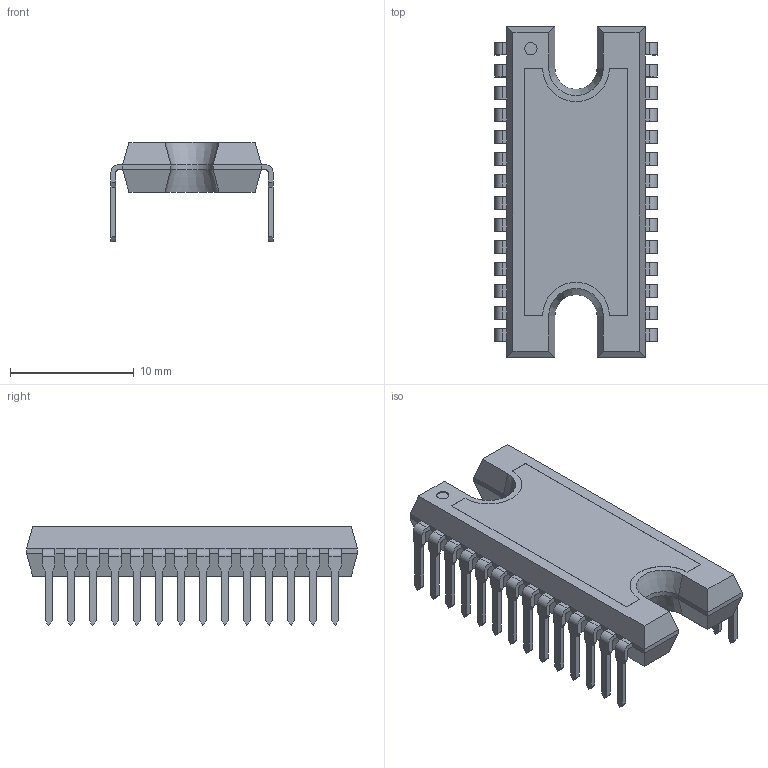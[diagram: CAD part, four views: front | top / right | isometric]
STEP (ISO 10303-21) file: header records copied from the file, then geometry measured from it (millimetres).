
FILE_DESCRIPTION (( 'STEP AP214' ), '1' );
FILE_NAME ('User Library-DIP28H-1.STEP', '2021-06-22T07:51:52', ( '' ), ( '' ), 'SwSTEP 2.0', 'SolidWorks 2021', '' );
FILE_SCHEMA (( 'AUTOMOTIVE_DESIGN' ));
Length unit declared in the file: millimetre
Products named in the file (1): User Library-DIP28H-1
Bounding box: 13.1 x 26.75 x 8.01 mm (x, y, z)
Volume: 1040.9 mm3; surface area: 1220 mm2
Topology: 1 solids, 1 shells, 470 faces, 1262 edges, 796 vertices
Faces by surface type: plane 404, cylinder 62, cone 4
Entity records: 19530 total; most frequent: CARTESIAN_POINT 2529, ORIENTED_EDGE 2524, DIRECTION 2332, EDGE_CURVE 1262, LINE 1134, VECTOR 1134, VERTEX_POINT 796, AXIS2_PLACEMENT_3D 599
